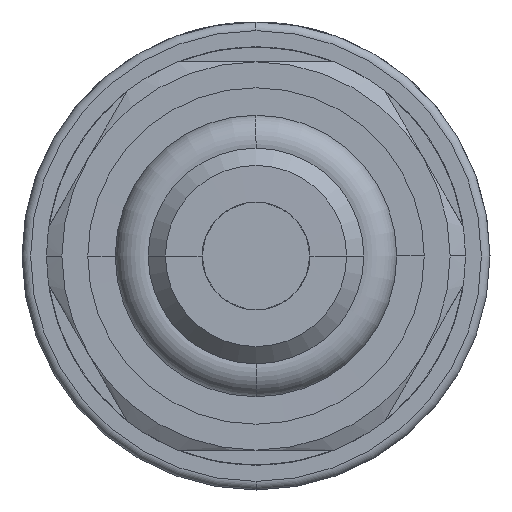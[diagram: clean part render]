
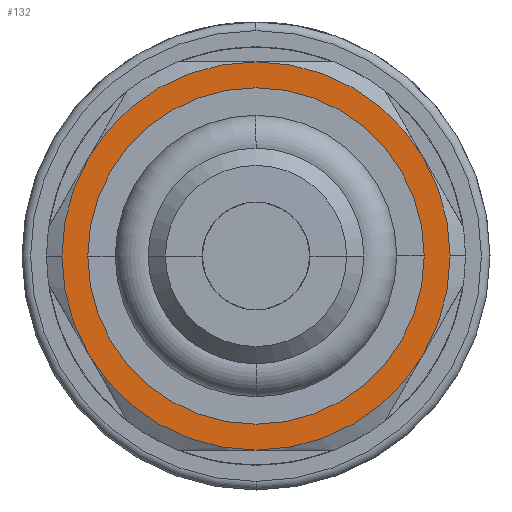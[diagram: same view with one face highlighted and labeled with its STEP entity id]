
A CAD part, front view. The second image highlights one B-rep face of the part: STEP entity #132.
In plain terms, the highlighted planar face has unit normal (0, -1, 0).
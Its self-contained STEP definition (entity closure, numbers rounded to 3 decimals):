
#132=ADVANCED_FACE('',(#325,#326),#327,.T.);
#325=FACE_OUTER_BOUND('',#536,.T.);
#326=FACE_BOUND('',#537,.T.);
#327=PLANE('',#538);
#536=EDGE_LOOP('',(#1259,#1260));
#537=EDGE_LOOP('',(#1261,#1262));
#538=AXIS2_PLACEMENT_3D('',#1263,#1264,#1265);
#1259=ORIENTED_EDGE('',*,*,#1471,.F.);
#1260=ORIENTED_EDGE('',*,*,#1643,.F.);
#1261=ORIENTED_EDGE('',*,*,#1479,.T.);
#1262=ORIENTED_EDGE('',*,*,#1642,.T.);
#1263=CARTESIAN_POINT('',(-4.2,4.922,0.0));
#1264=DIRECTION('',(0.0,-1.0,-0.0));
#1265=DIRECTION('',(1.0,0.0,0.0));
#1471=EDGE_CURVE('',#1791,#1793,#1794,.T.);
#1479=EDGE_CURVE('',#1800,#1804,#1806,.T.);
#1642=EDGE_CURVE('',#1804,#1800,#2068,.T.);
#1643=EDGE_CURVE('',#1793,#1791,#2069,.T.);
#1791=VERTEX_POINT('',#2242);
#1793=VERTEX_POINT('',#2245);
#1794=CIRCLE('',#2246,4.5);
#1800=VERTEX_POINT('',#2280);
#1804=VERTEX_POINT('',#2285);
#1806=CIRCLE('',#2288,3.9);
#2068=CIRCLE('',#2755,3.9);
#2069=CIRCLE('',#2756,4.5);
#2242=CARTESIAN_POINT('',(-4.5,4.922,0.0));
#2245=CARTESIAN_POINT('',(4.5,4.922,0.));
#2246=AXIS2_PLACEMENT_3D('',#2943,#2944,#2945);
#2280=CARTESIAN_POINT('',(-3.9,4.922,0.0));
#2285=CARTESIAN_POINT('',(3.9,4.922,0.));
#2288=AXIS2_PLACEMENT_3D('',#2952,#2953,#2954);
#2755=AXIS2_PLACEMENT_3D('',#3261,#3262,#3263);
#2756=AXIS2_PLACEMENT_3D('',#3264,#3265,#3266);
#2943=CARTESIAN_POINT('',(0.0,4.922,0.0));
#2944=DIRECTION('',(0.0,1.0,0.0));
#2945=DIRECTION('',(-1.0,0.0,0.0));
#2952=CARTESIAN_POINT('',(0.0,4.922,0.0));
#2953=DIRECTION('',(0.0,1.0,0.0));
#2954=DIRECTION('',(-1.0,0.0,0.0));
#3261=CARTESIAN_POINT('',(0.0,4.922,0.0));
#3262=DIRECTION('',(0.0,1.0,0.0));
#3263=DIRECTION('',(-1.0,0.0,0.0));
#3264=CARTESIAN_POINT('',(0.0,4.922,0.0));
#3265=DIRECTION('',(0.0,1.0,0.0));
#3266=DIRECTION('',(-1.0,0.0,0.0));
